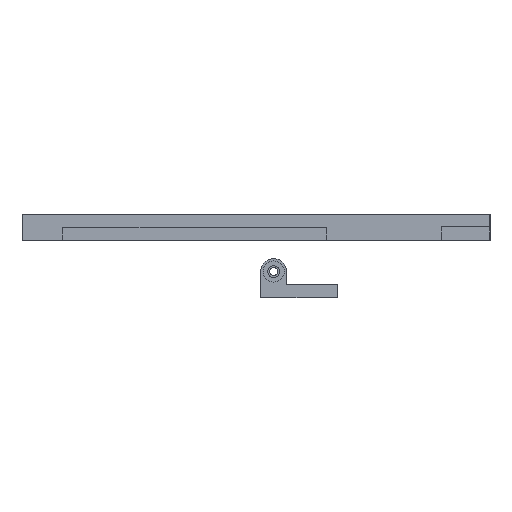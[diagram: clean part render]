
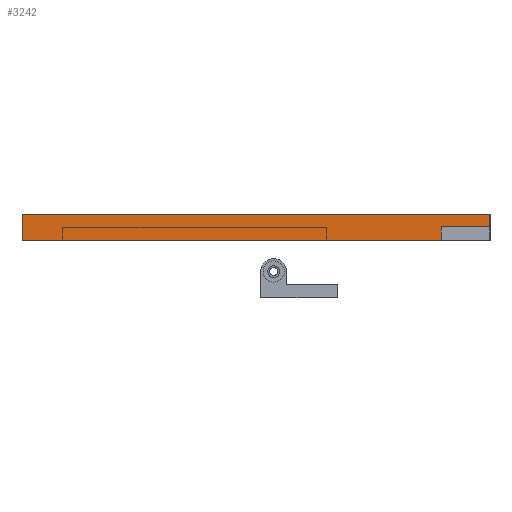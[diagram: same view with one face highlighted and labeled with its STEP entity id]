
A CAD part, front view. The second image highlights one B-rep face of the part: STEP entity #3242.
In plain terms, the highlighted planar face has unit normal (0, -1, 0).
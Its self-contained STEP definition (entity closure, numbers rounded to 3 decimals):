
#273 = DIRECTION ( 'NONE',  ( -1., 0., 0. ) ) ;
#598 = LINE ( 'NONE', #2548, #6591 ) ;
#761 = DIRECTION ( 'NONE',  ( 1., 0., 0. ) ) ;
#1133 = VERTEX_POINT ( 'NONE', #1575 ) ;
#1401 = VECTOR ( 'NONE', #6643, 1000. ) ;
#1527 = EDGE_LOOP ( 'NONE', ( #4068, #2936, #2084, #5268, #8321, #3116 ) ) ;
#1575 = CARTESIAN_POINT ( 'NONE',  ( -106., -288., 127.352 ) ) ;
#1991 = LINE ( 'NONE', #4435, #6729 ) ;
#2023 = LINE ( 'NONE', #7675, #7237 ) ;
#2041 = DIRECTION ( 'NONE',  ( 0., 0., -1. ) ) ;
#2084 = ORIENTED_EDGE ( 'NONE', *, *, #6731, .F. ) ;
#2201 = LINE ( 'NONE', #2822, #1401 ) ;
#2215 = CARTESIAN_POINT ( 'NONE',  ( -106., -288., -1.278 ) ) ;
#2548 = CARTESIAN_POINT ( 'NONE',  ( -98., -288., -16.278 ) ) ;
#2657 = EDGE_CURVE ( 'NONE', #6866, #3095, #4996, .T. ) ;
#2822 = CARTESIAN_POINT ( 'NONE',  ( -101.8, -288., 127.352 ) ) ;
#2936 = ORIENTED_EDGE ( 'NONE', *, *, #6062, .T. ) ;
#3095 = VERTEX_POINT ( 'NONE', #4693 ) ;
#3116 = ORIENTED_EDGE ( 'NONE', *, *, #4775, .T. ) ;
#3193 = CARTESIAN_POINT ( 'NONE',  ( -98., -288., 127.352 ) ) ;
#3242 = ADVANCED_FACE ( 'NONE', ( #4984 ), #9502, .F. ) ;
#3281 = DIRECTION ( 'NONE',  ( -1., 0., 0. ) ) ;
#3887 = VERTEX_POINT ( 'NONE', #6477 ) ;
#3941 = EDGE_CURVE ( 'NONE', #1133, #8905, #5979, .T. ) ;
#4068 = ORIENTED_EDGE ( 'NONE', *, *, #3941, .T. ) ;
#4192 = CARTESIAN_POINT ( 'NONE',  ( -98., -288., 127.352 ) ) ;
#4435 = CARTESIAN_POINT ( 'NONE',  ( -98., -288., -1.278 ) ) ;
#4693 = CARTESIAN_POINT ( 'NONE',  ( -98., -288., -16.278 ) ) ;
#4775 = EDGE_CURVE ( 'NONE', #6866, #1133, #2023, .T. ) ;
#4948 = DIRECTION ( 'NONE',  ( 0., 1., 0. ) ) ;
#4984 = FACE_OUTER_BOUND ( 'NONE', #1527, .T. ) ;
#4996 = LINE ( 'NONE', #5053, #7532 ) ;
#5053 = CARTESIAN_POINT ( 'NONE',  ( -98., -288., 127.352 ) ) ;
#5268 = ORIENTED_EDGE ( 'NONE', *, *, #7158, .F. ) ;
#5385 = AXIS2_PLACEMENT_3D ( 'NONE', #4192, #4948, #5657 ) ;
#5657 = DIRECTION ( 'NONE',  ( 0., 0., -1. ) ) ;
#5979 = LINE ( 'NONE', #6532, #8851 ) ;
#6062 = EDGE_CURVE ( 'NONE', #8905, #8713, #1991, .T. ) ;
#6476 = DIRECTION ( 'NONE',  ( 0., 0., -1. ) ) ;
#6477 = CARTESIAN_POINT ( 'NONE',  ( -101.8, -288., -16.278 ) ) ;
#6532 = CARTESIAN_POINT ( 'NONE',  ( -106., -288., 127.352 ) ) ;
#6591 = VECTOR ( 'NONE', #3281, 1000. ) ;
#6643 = DIRECTION ( 'NONE',  ( 0., 0., 1. ) ) ;
#6729 = VECTOR ( 'NONE', #761, 1000. ) ;
#6731 = EDGE_CURVE ( 'NONE', #3887, #8713, #2201, .T. ) ;
#6866 = VERTEX_POINT ( 'NONE', #3193 ) ;
#6921 = CARTESIAN_POINT ( 'NONE',  ( -101.8, -288., -1.278 ) ) ;
#7158 = EDGE_CURVE ( 'NONE', #3095, #3887, #598, .T. ) ;
#7237 = VECTOR ( 'NONE', #273, 1000. ) ;
#7532 = VECTOR ( 'NONE', #2041, 1000. ) ;
#7675 = CARTESIAN_POINT ( 'NONE',  ( -98., -288., 127.352 ) ) ;
#8321 = ORIENTED_EDGE ( 'NONE', *, *, #2657, .F. ) ;
#8713 = VERTEX_POINT ( 'NONE', #6921 ) ;
#8851 = VECTOR ( 'NONE', #6476, 1000. ) ;
#8905 = VERTEX_POINT ( 'NONE', #2215 ) ;
#9502 = PLANE ( 'NONE',  #5385 ) ;
